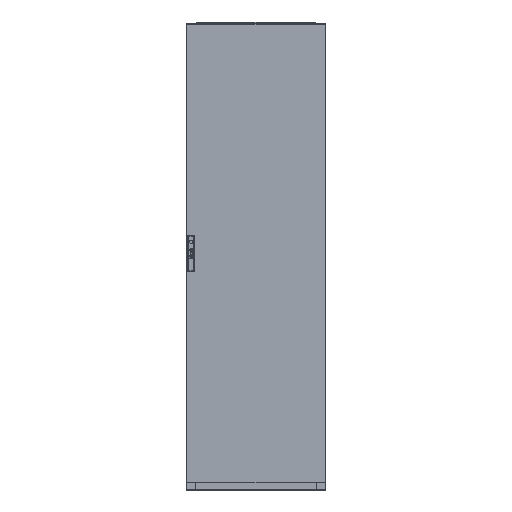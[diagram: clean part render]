
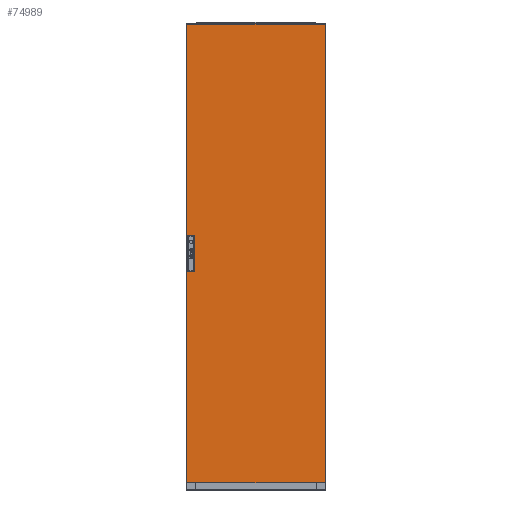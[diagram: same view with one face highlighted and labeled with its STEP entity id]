
A CAD part, top view. The second image highlights one B-rep face of the part: STEP entity #74989.
In plain terms, the highlighted planar face has unit normal (0, 0, 1).
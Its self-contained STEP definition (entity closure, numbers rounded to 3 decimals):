
#2108 = EDGE_CURVE ( 'NONE', #50014, #16244, #4363, .T. ) ;
#3560 = CARTESIAN_POINT ( 'NONE',  ( -297., 983.5, 0. ) ) ;
#3681 = ORIENTED_EDGE ( 'NONE', *, *, #75255, .T. ) ;
#4363 = LINE ( 'NONE', #25418, #84541 ) ;
#5802 = LINE ( 'NONE', #24484, #25522 ) ;
#7889 = CARTESIAN_POINT ( 'NONE',  ( -297., -983.5, 0. ) ) ;
#9186 = VECTOR ( 'NONE', #95977, 1000. ) ;
#10456 = LINE ( 'NONE', #32060, #32828 ) ;
#10777 = ORIENTED_EDGE ( 'NONE', *, *, #37197, .T. ) ;
#11821 = LINE ( 'NONE', #70691, #9186 ) ;
#16244 = VERTEX_POINT ( 'NONE', #90797 ) ;
#16319 = DIRECTION ( 'NONE',  ( 1., 0., 0. ) ) ;
#16937 = DIRECTION ( 'NONE',  ( 0., -1., 0. ) ) ;
#17164 = DIRECTION ( 'NONE',  ( 1., 0., 0. ) ) ;
#19370 = VERTEX_POINT ( 'NONE', #54716 ) ;
#22016 = CARTESIAN_POINT ( 'NONE',  ( 297., 983.5, 0. ) ) ;
#24484 = CARTESIAN_POINT ( 'NONE',  ( -293.4, -78.5, 0. ) ) ;
#25418 = CARTESIAN_POINT ( 'NONE',  ( -297., 983.5, 0. ) ) ;
#25522 = VECTOR ( 'NONE', #75016, 1000. ) ;
#26668 = EDGE_CURVE ( 'NONE', #16244, #19370, #94589, .T. ) ;
#28600 = VERTEX_POINT ( 'NONE', #57312 ) ;
#28618 = LINE ( 'NONE', #3560, #50896 ) ;
#28729 = FACE_BOUND ( 'NONE', #87083, .T. ) ;
#30449 = DIRECTION ( 'NONE',  ( 0., 1., 0. ) ) ;
#31326 = VECTOR ( 'NONE', #30449, 1000. ) ;
#32060 = CARTESIAN_POINT ( 'NONE',  ( -293.4, 78.5, 0. ) ) ;
#32828 = VECTOR ( 'NONE', #82236, 1000. ) ;
#33350 = VECTOR ( 'NONE', #47360, 1000. ) ;
#35193 = CARTESIAN_POINT ( 'NONE',  ( -263., 78.5, 0. ) ) ;
#35709 = EDGE_LOOP ( 'NONE', ( #10777, #3681, #48352, #94024 ) ) ;
#37197 = EDGE_CURVE ( 'NONE', #19370, #74943, #95566, .T. ) ;
#45981 = CARTESIAN_POINT ( 'NONE',  ( -297., 983.5, 0. ) ) ;
#47360 = DIRECTION ( 'NONE',  ( 0., -1., 0. ) ) ;
#48352 = ORIENTED_EDGE ( 'NONE', *, *, #2108, .T. ) ;
#48374 = FACE_OUTER_BOUND ( 'NONE', #35709, .T. ) ;
#50014 = VERTEX_POINT ( 'NONE', #45981 ) ;
#50896 = VECTOR ( 'NONE', #87539, 1000. ) ;
#53024 = ORIENTED_EDGE ( 'NONE', *, *, #73318, .F. ) ;
#54716 = CARTESIAN_POINT ( 'NONE',  ( 297., -983.5, 0. ) ) ;
#55636 = LINE ( 'NONE', #80715, #33350 ) ;
#57312 = CARTESIAN_POINT ( 'NONE',  ( -293.4, -78.5, 0. ) ) ;
#59013 = PLANE ( 'NONE',  #88782 ) ;
#67445 = DIRECTION ( 'NONE',  ( 0., 0., 1. ) ) ;
#70691 = CARTESIAN_POINT ( 'NONE',  ( -263., 0., 0. ) ) ;
#70744 = VERTEX_POINT ( 'NONE', #71182 ) ;
#71182 = CARTESIAN_POINT ( 'NONE',  ( -293.4, 78.5, 0. ) ) ;
#72231 = VECTOR ( 'NONE', #16319, 1000. ) ;
#73318 = EDGE_CURVE ( 'NONE', #28600, #95222, #5802, .T. ) ;
#74943 = VERTEX_POINT ( 'NONE', #91674 ) ;
#74989 = ADVANCED_FACE ( 'NONE', ( #28729, #48374 ), #59013, .T. ) ;
#75016 = DIRECTION ( 'NONE',  ( 1., 0., 0. ) ) ;
#75255 = EDGE_CURVE ( 'NONE', #74943, #50014, #28618, .T. ) ;
#76437 = EDGE_CURVE ( 'NONE', #70744, #28600, #55636, .T. ) ;
#80127 = EDGE_CURVE ( 'NONE', #70744, #100338, #10456, .T. ) ;
#80715 = CARTESIAN_POINT ( 'NONE',  ( -293.4, 0., 0. ) ) ;
#82236 = DIRECTION ( 'NONE',  ( 1., 0., 0. ) ) ;
#82797 = EDGE_CURVE ( 'NONE', #100338, #95222, #11821, .T. ) ;
#83879 = CARTESIAN_POINT ( 'NONE',  ( 0., 0., 0. ) ) ;
#84211 = CARTESIAN_POINT ( 'NONE',  ( -263., -78.5, 0. ) ) ;
#84541 = VECTOR ( 'NONE', #16937, 1000. ) ;
#84678 = ORIENTED_EDGE ( 'NONE', *, *, #76437, .F. ) ;
#84813 = ORIENTED_EDGE ( 'NONE', *, *, #80127, .T. ) ;
#87083 = EDGE_LOOP ( 'NONE', ( #84813, #92544, #53024, #84678 ) ) ;
#87539 = DIRECTION ( 'NONE',  ( -1., 0., 0. ) ) ;
#88782 = AXIS2_PLACEMENT_3D ( 'NONE', #83879, #67445, #17164 ) ;
#90797 = CARTESIAN_POINT ( 'NONE',  ( -297., -983.5, 0. ) ) ;
#91674 = CARTESIAN_POINT ( 'NONE',  ( 297., 983.5, 0. ) ) ;
#92544 = ORIENTED_EDGE ( 'NONE', *, *, #82797, .T. ) ;
#94024 = ORIENTED_EDGE ( 'NONE', *, *, #26668, .T. ) ;
#94589 = LINE ( 'NONE', #7889, #72231 ) ;
#95222 = VERTEX_POINT ( 'NONE', #84211 ) ;
#95566 = LINE ( 'NONE', #22016, #31326 ) ;
#95977 = DIRECTION ( 'NONE',  ( 0., -1., 0. ) ) ;
#100338 = VERTEX_POINT ( 'NONE', #35193 ) ;
